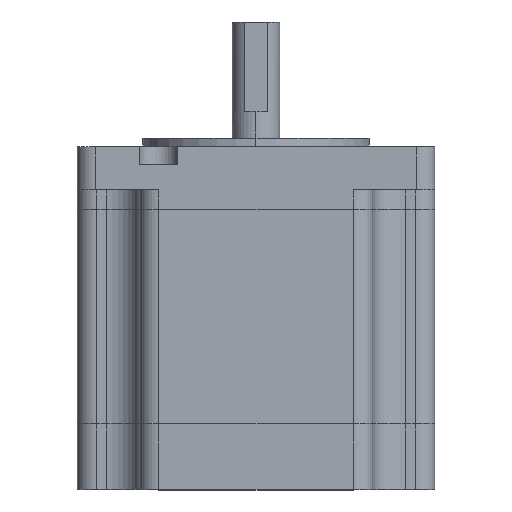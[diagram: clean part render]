
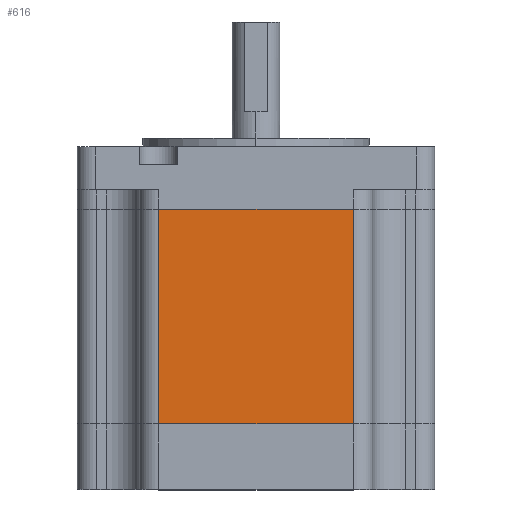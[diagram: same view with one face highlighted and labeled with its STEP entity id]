
A CAD part, top view. The second image highlights one B-rep face of the part: STEP entity #616.
In plain terms, the highlighted planar face has unit normal (0, 0, 1).
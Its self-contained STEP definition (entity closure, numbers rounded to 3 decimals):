
#97 = VERTEX_POINT ( 'NONE', #484 ) ;
#218 = VECTOR ( 'NONE', #8282, 1000. ) ;
#484 = CARTESIAN_POINT ( 'NONE',  ( 13.65, 0., 0. ) ) ;
#525 = CARTESIAN_POINT ( 'NONE',  ( 13.65, 36., 0. ) ) ;
#582 = DIRECTION ( 'NONE',  ( -1., 0., 0. ) ) ;
#616 = ADVANCED_FACE ( 'NONE', ( #893 ), #8268, .F. ) ;
#893 = FACE_OUTER_BOUND ( 'NONE', #3078, .T. ) ;
#916 = VERTEX_POINT ( 'NONE', #2335 ) ;
#1250 = CARTESIAN_POINT ( 'NONE',  ( 13.65, 0., 0. ) ) ;
#1472 = ORIENTED_EDGE ( 'NONE', *, *, #4114, .T. ) ;
#1747 = VERTEX_POINT ( 'NONE', #2490 ) ;
#1842 = CARTESIAN_POINT ( 'NONE',  ( 13.65, 36., 0. ) ) ;
#2024 = CARTESIAN_POINT ( 'NONE',  ( 46.35, 0., 0. ) ) ;
#2335 = CARTESIAN_POINT ( 'NONE',  ( 46.35, 36., 0. ) ) ;
#2380 = EDGE_CURVE ( 'NONE', #916, #4926, #3450, .T. ) ;
#2490 = CARTESIAN_POINT ( 'NONE',  ( 13.65, 36., 0. ) ) ;
#2579 = DIRECTION ( 'NONE',  ( 1., 0., 0. ) ) ;
#3078 = EDGE_LOOP ( 'NONE', ( #7140, #5788, #7592, #1472 ) ) ;
#3450 = LINE ( 'NONE', #4464, #218 ) ;
#3505 = AXIS2_PLACEMENT_3D ( 'NONE', #1842, #4450, #582 ) ;
#3509 = LINE ( 'NONE', #525, #6538 ) ;
#3620 = EDGE_CURVE ( 'NONE', #97, #4926, #5854, .T. ) ;
#4114 = EDGE_CURVE ( 'NONE', #1747, #97, #3509, .T. ) ;
#4130 = VECTOR ( 'NONE', #2579, 1000. ) ;
#4450 = DIRECTION ( 'NONE',  ( 0., 0., -1. ) ) ;
#4464 = CARTESIAN_POINT ( 'NONE',  ( 46.35, 36., 0. ) ) ;
#4558 = CARTESIAN_POINT ( 'NONE',  ( 13.65, 36., 0. ) ) ;
#4695 = VECTOR ( 'NONE', #6474, 1000. ) ;
#4926 = VERTEX_POINT ( 'NONE', #2024 ) ;
#5788 = ORIENTED_EDGE ( 'NONE', *, *, #2380, .F. ) ;
#5854 = LINE ( 'NONE', #1250, #4130 ) ;
#6324 = DIRECTION ( 'NONE',  ( 0., -1., 0. ) ) ;
#6474 = DIRECTION ( 'NONE',  ( 1., 0., 0. ) ) ;
#6538 = VECTOR ( 'NONE', #6324, 1000. ) ;
#6592 = LINE ( 'NONE', #4558, #4695 ) ;
#6668 = EDGE_CURVE ( 'NONE', #1747, #916, #6592, .T. ) ;
#7140 = ORIENTED_EDGE ( 'NONE', *, *, #3620, .T. ) ;
#7592 = ORIENTED_EDGE ( 'NONE', *, *, #6668, .F. ) ;
#8268 = PLANE ( 'NONE',  #3505 ) ;
#8282 = DIRECTION ( 'NONE',  ( 0., -1., 0. ) ) ;
